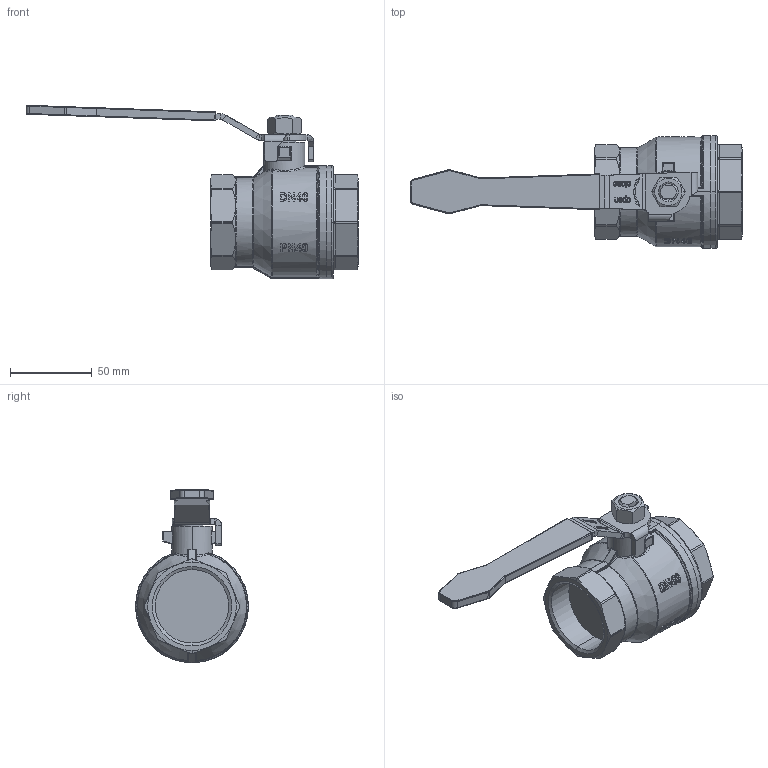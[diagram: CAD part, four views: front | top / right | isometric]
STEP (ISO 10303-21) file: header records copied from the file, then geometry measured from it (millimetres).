
FILE_DESCRIPTION(('HOOPS Exchange Step'),'2;1');
FILE_NAME('GK0100_DN40.stp','2025-05-20T16:30:52+02:00',('nieru'),('Unknown organisation'),'HOOPS Exchange 2024.2','HOOPS Exchange','Unknown authorisation');
FILE_SCHEMA( ('AP203_CONFIGURATION_CONTROLLED_3D_DESIGN_OF_MECHANICAL_PARTS_AND_ASSEMBLIES_MIM_LF') );
Length unit declared in the file: millimetre
Products named in the file (2): 0; root
Assembly tree (1 placements, depth 2):
  root
    0
Bounding box: 202.9 x 69 x 106 mm (x, y, z)
Volume: 244966 mm3; surface area: 40402.6 mm2
Topology: 1 solids, 1 shells, 799 faces, 2068 edges, 1290 vertices
Faces by surface type: plane 235, bspline 225, cylinder 216, torus 59, cone 49, sphere 15
Entity records: 32190 total; most frequent: CARTESIAN_POINT 15489, ORIENTED_EDGE 4082, DIRECTION 2523, EDGE_CURVE 2041, VERTEX_POINT 1290, AXIS2_PLACEMENT_3D 992, B_SPLINE_CURVE_WITH_KNOTS 956, EDGE_LOOP 845
